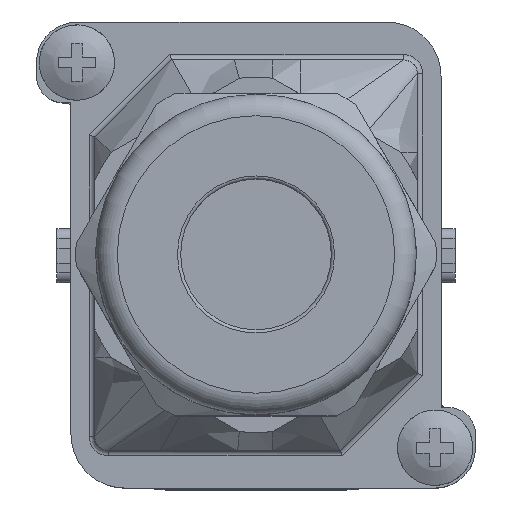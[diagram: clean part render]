
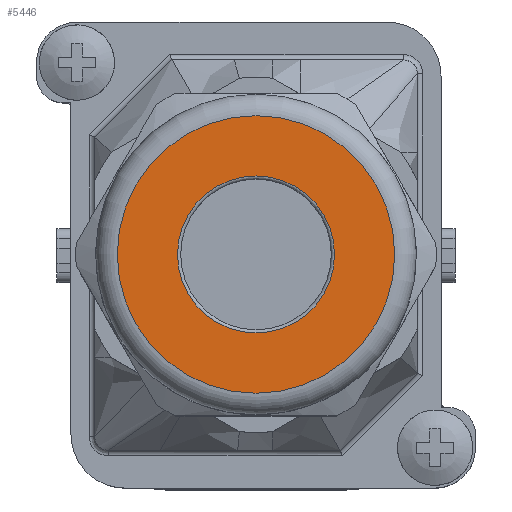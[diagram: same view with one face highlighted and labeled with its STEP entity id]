
A CAD part, top view. The second image highlights one B-rep face of the part: STEP entity #5446.
In plain terms, the highlighted planar face has unit normal (0, 0, 1).
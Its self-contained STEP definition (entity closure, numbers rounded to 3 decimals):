
#5446=ADVANCED_FACE('',(#6181,#6182),#5968,.F.);
#5968=PLANE('',#16473);
#6181=FACE_BOUND('',#6590,.T.);
#6182=FACE_BOUND('',#6591,.T.);
#6590=EDGE_LOOP('',(#10795));
#6591=EDGE_LOOP('',(#10796));
#10795=ORIENTED_EDGE('',*,*,#14675,.T.);
#10796=ORIENTED_EDGE('',*,*,#14674,.T.);
#13184=VERTEX_POINT('',#24553);
#13185=VERTEX_POINT('',#24556);
#14674=EDGE_CURVE('',#13184,#13184,#15708,.T.);
#14675=EDGE_CURVE('',#13185,#13185,#15709,.T.);
#15708=CIRCLE('',#16470,7.3);
#15709=CIRCLE('',#16472,12.9);
#16470=AXIS2_PLACEMENT_3D('',#24552,#18651,#18652);
#16472=AXIS2_PLACEMENT_3D('',#24555,#18655,#18656);
#16473=AXIS2_PLACEMENT_3D('',#24557,#18657,#18658);
#18651=DIRECTION('',(0.,0.,-1.));
#18652=DIRECTION('',(0.,1.,0.));
#18655=DIRECTION('',(0.,0.,1.));
#18656=DIRECTION('',(0.5,-0.866,0.));
#18657=DIRECTION('',(0.,0.,-1.));
#18658=DIRECTION('',(0.5,-0.866,0.));
#24552=CARTESIAN_POINT('',(105.212,-88.477,98.851));
#24553=CARTESIAN_POINT('',(105.212,-81.177,98.851));
#24555=CARTESIAN_POINT('',(105.212,-88.477,98.851));
#24556=CARTESIAN_POINT('',(111.662,-99.649,98.851));
#24557=CARTESIAN_POINT('',(118.116,-81.027,98.851));
